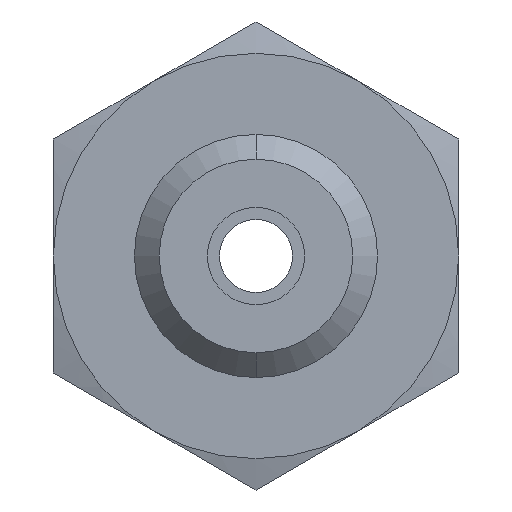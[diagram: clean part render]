
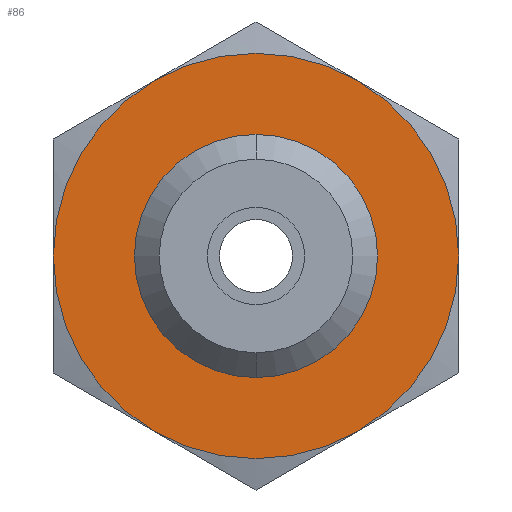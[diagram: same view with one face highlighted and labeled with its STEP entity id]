
A CAD part, front view. The second image highlights one B-rep face of the part: STEP entity #86.
In plain terms, the highlighted planar face has unit normal (0, -1, 0).
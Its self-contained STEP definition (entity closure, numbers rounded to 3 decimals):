
#20=FACE_BOUND('',#191,.F.);
#32=PLANE('',#895);
#86=ADVANCED_FACE('',(#20,#138),#32,.T.);
#138=FACE_OUTER_BOUND('',#192,.F.);
#191=EDGE_LOOP('',(#316,#317));
#192=EDGE_LOOP('',(#318,#319,#320));
#316=ORIENTED_EDGE('',*,*,#602,.T.);
#317=ORIENTED_EDGE('',*,*,#601,.T.);
#318=ORIENTED_EDGE('',*,*,#600,.F.);
#319=ORIENTED_EDGE('',*,*,#598,.F.);
#320=ORIENTED_EDGE('',*,*,#599,.F.);
#598=EDGE_CURVE('',#757,#756,#686,.T.);
#599=EDGE_CURVE('',#755,#757,#687,.T.);
#600=EDGE_CURVE('',#756,#755,#688,.T.);
#601=EDGE_CURVE('',#754,#753,#689,.T.);
#602=EDGE_CURVE('',#753,#754,#690,.T.);
#686=CIRCLE('',#837,2.5);
#687=CIRCLE('',#838,2.5);
#688=CIRCLE('',#839,2.5);
#689=CIRCLE('',#840,1.194);
#690=CIRCLE('',#841,1.194);
#753=VERTEX_POINT('',#1212);
#754=VERTEX_POINT('',#1213);
#755=VERTEX_POINT('',#1214);
#756=VERTEX_POINT('',#1215);
#757=VERTEX_POINT('',#1216);
#837=AXIS2_PLACEMENT_3D('',#1368,#975,#976);
#838=AXIS2_PLACEMENT_3D('',#1369,#977,#978);
#839=AXIS2_PLACEMENT_3D('',#1370,#979,#980);
#840=AXIS2_PLACEMENT_3D('',#1371,#981,#982);
#841=AXIS2_PLACEMENT_3D('',#1372,#983,#984);
#895=AXIS2_PLACEMENT_3D('',#1499,#1116,#1117);
#975=DIRECTION('',(0.,-1.,0.));
#976=DIRECTION('',(-1.,0.,0.));
#977=DIRECTION('',(0.,-1.,0.));
#978=DIRECTION('',(1.,0.,0.));
#979=DIRECTION('',(0.,-1.,0.));
#980=DIRECTION('',(0.,0.,-1.));
#981=DIRECTION('',(0.,-1.,0.));
#982=DIRECTION('',(0.,0.,1.));
#983=DIRECTION('',(0.,-1.,0.));
#984=DIRECTION('',(0.,0.,-1.));
#1116=DIRECTION('',(0.,-1.,0.));
#1117=DIRECTION('',(0.,0.,-1.));
#1212=CARTESIAN_POINT('',(0.,0.,-1.194));
#1213=CARTESIAN_POINT('',(0.,0.,1.194));
#1214=CARTESIAN_POINT('',(2.5,0.,0.));
#1215=CARTESIAN_POINT('',(0.,0.,-2.5));
#1216=CARTESIAN_POINT('',(-2.5,0.,0.));
#1368=CARTESIAN_POINT('',(0.,0.,0.));
#1369=CARTESIAN_POINT('',(0.,0.,0.));
#1370=CARTESIAN_POINT('',(0.,0.,0.));
#1371=CARTESIAN_POINT('',(0.,0.,0.));
#1372=CARTESIAN_POINT('',(0.,0.,0.));
#1499=CARTESIAN_POINT('',(-2.75,0.,2.725));
